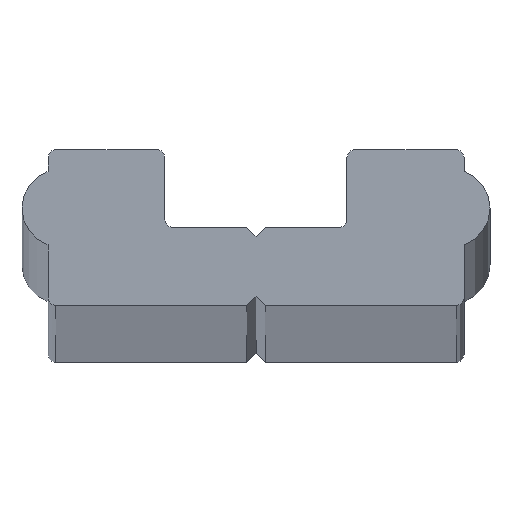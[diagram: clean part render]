
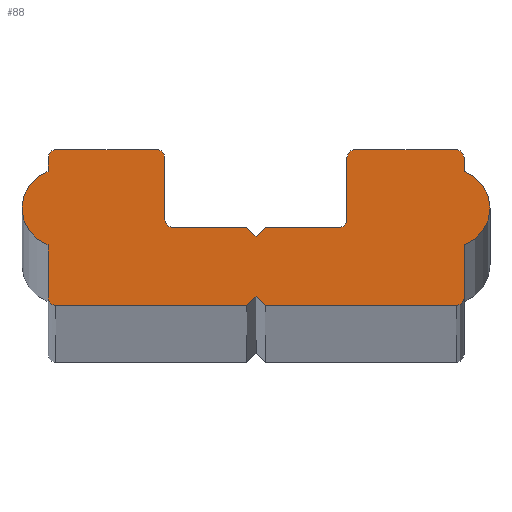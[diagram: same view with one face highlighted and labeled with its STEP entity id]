
A CAD part, top view. The second image highlights one B-rep face of the part: STEP entity #88.
In plain terms, the highlighted planar face has unit normal (0, 0, 1).
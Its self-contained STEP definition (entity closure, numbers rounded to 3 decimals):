
#88=ADVANCED_FACE('',(#132),#133,.T.);
#132=FACE_OUTER_BOUND('',#192,.T.);
#133=PLANE('',#193);
#192=EDGE_LOOP('',(#341,#342,#343,#344,#345,#346,#347,#348,#349,#350,#351,#352,#353,#354,#355,#356,#357,#358,#359,#360,#361,#362,#363,#364,#365,#366,#367,#368));
#193=AXIS2_PLACEMENT_3D('',#369,#370,#371);
#341=ORIENTED_EDGE('',*,*,#494,.T.);
#342=ORIENTED_EDGE('',*,*,#540,.F.);
#343=ORIENTED_EDGE('',*,*,#541,.F.);
#344=ORIENTED_EDGE('',*,*,#542,.F.);
#345=ORIENTED_EDGE('',*,*,#543,.F.);
#346=ORIENTED_EDGE('',*,*,#544,.F.);
#347=ORIENTED_EDGE('',*,*,#545,.F.);
#348=ORIENTED_EDGE('',*,*,#546,.F.);
#349=ORIENTED_EDGE('',*,*,#485,.T.);
#350=ORIENTED_EDGE('',*,*,#539,.T.);
#351=ORIENTED_EDGE('',*,*,#547,.F.);
#352=ORIENTED_EDGE('',*,*,#548,.F.);
#353=ORIENTED_EDGE('',*,*,#530,.F.);
#354=ORIENTED_EDGE('',*,*,#525,.T.);
#355=ORIENTED_EDGE('',*,*,#528,.T.);
#356=ORIENTED_EDGE('',*,*,#533,.F.);
#357=ORIENTED_EDGE('',*,*,#549,.F.);
#358=ORIENTED_EDGE('',*,*,#536,.F.);
#359=ORIENTED_EDGE('',*,*,#534,.T.);
#360=ORIENTED_EDGE('',*,*,#491,.T.);
#361=ORIENTED_EDGE('',*,*,#550,.F.);
#362=ORIENTED_EDGE('',*,*,#551,.F.);
#363=ORIENTED_EDGE('',*,*,#552,.F.);
#364=ORIENTED_EDGE('',*,*,#553,.F.);
#365=ORIENTED_EDGE('',*,*,#554,.F.);
#366=ORIENTED_EDGE('',*,*,#555,.F.);
#367=ORIENTED_EDGE('',*,*,#523,.F.);
#368=ORIENTED_EDGE('',*,*,#497,.T.);
#369=CARTESIAN_POINT('',(0.,5.478,2500.0));
#370=DIRECTION('',(0.0,0.0,1.0));
#371=DIRECTION('',(1.0,0.0,0.0));
#485=EDGE_CURVE('',#571,#568,#572,.T.);
#491=EDGE_CURVE('',#577,#581,#583,.T.);
#494=EDGE_CURVE('',#589,#587,#590,.T.);
#497=EDGE_CURVE('',#594,#589,#595,.T.);
#523=EDGE_CURVE('',#594,#642,#643,.T.);
#525=EDGE_CURVE('',#645,#646,#647,.T.);
#528=EDGE_CURVE('',#646,#650,#651,.T.);
#530=EDGE_CURVE('',#645,#653,#654,.T.);
#533=EDGE_CURVE('',#656,#650,#658,.T.);
#534=EDGE_CURVE('',#659,#577,#660,.T.);
#536=EDGE_CURVE('',#659,#662,#663,.T.);
#539=EDGE_CURVE('',#568,#665,#667,.T.);
#540=EDGE_CURVE('',#668,#587,#669,.T.);
#541=EDGE_CURVE('',#670,#668,#671,.T.);
#542=EDGE_CURVE('',#672,#670,#673,.T.);
#543=EDGE_CURVE('',#674,#672,#675,.T.);
#544=EDGE_CURVE('',#676,#674,#677,.T.);
#545=EDGE_CURVE('',#678,#676,#679,.T.);
#546=EDGE_CURVE('',#571,#678,#680,.T.);
#547=EDGE_CURVE('',#681,#665,#682,.T.);
#548=EDGE_CURVE('',#653,#681,#683,.T.);
#549=EDGE_CURVE('',#662,#656,#684,.T.);
#550=EDGE_CURVE('',#685,#581,#686,.T.);
#551=EDGE_CURVE('',#687,#685,#688,.T.);
#552=EDGE_CURVE('',#689,#687,#690,.T.);
#553=EDGE_CURVE('',#691,#689,#692,.T.);
#554=EDGE_CURVE('',#693,#691,#694,.T.);
#555=EDGE_CURVE('',#642,#693,#695,.T.);
#568=VERTEX_POINT('',#708);
#571=VERTEX_POINT('',#712);
#572=CIRCLE('',#713,3.0);
#577=VERTEX_POINT('',#719);
#581=VERTEX_POINT('',#724);
#583=CIRCLE('',#727,3.0);
#587=VERTEX_POINT('',#732);
#589=VERTEX_POINT('',#735);
#590=LINE('',#736,#737);
#594=VERTEX_POINT('',#743);
#595=LINE('',#744,#745);
#642=VERTEX_POINT('',#807);
#643=LINE('',#808,#809);
#645=VERTEX_POINT('',#812);
#646=VERTEX_POINT('',#813);
#647=LINE('',#814,#815);
#650=VERTEX_POINT('',#820);
#651=LINE('',#821,#822);
#653=VERTEX_POINT('',#825);
#654=LINE('',#826,#827);
#656=VERTEX_POINT('',#830);
#658=LINE('',#833,#834);
#659=VERTEX_POINT('',#835);
#660=CIRCLE('',#836,3.0);
#662=VERTEX_POINT('',#839);
#663=LINE('',#840,#841);
#665=VERTEX_POINT('',#844);
#667=CIRCLE('',#847,3.0);
#668=VERTEX_POINT('',#848);
#669=LINE('',#849,#850);
#670=VERTEX_POINT('',#851);
#671=CIRCLE('',#852,0.6);
#672=VERTEX_POINT('',#853);
#673=LINE('',#854,#855);
#674=VERTEX_POINT('',#856);
#675=CIRCLE('',#857,0.6);
#676=VERTEX_POINT('',#858);
#677=LINE('',#859,#860);
#678=VERTEX_POINT('',#861);
#679=CIRCLE('',#862,0.6);
#680=LINE('',#863,#864);
#681=VERTEX_POINT('',#865);
#682=LINE('',#866,#867);
#683=CIRCLE('',#868,0.6);
#684=CIRCLE('',#869,0.6);
#685=VERTEX_POINT('',#870);
#686=LINE('',#871,#872);
#687=VERTEX_POINT('',#873);
#688=CIRCLE('',#874,0.6);
#689=VERTEX_POINT('',#875);
#690=LINE('',#876,#877);
#691=VERTEX_POINT('',#878);
#692=CIRCLE('',#879,0.6);
#693=VERTEX_POINT('',#880);
#694=LINE('',#881,#882);
#695=CIRCLE('',#883,0.6);
#708=CARTESIAN_POINT('',(-18.0,7.5,2500.0));
#712=CARTESIAN_POINT('',(-16.0,10.328,2500.0));
#713=AXIS2_PLACEMENT_3D('',#909,#910,#911);
#719=CARTESIAN_POINT('',(18.0,7.5,2500.0));
#724=CARTESIAN_POINT('',(16.0,10.328,2500.0));
#727=AXIS2_PLACEMENT_3D('',#921,#922,#923);
#732=CARTESIAN_POINT('',(-0.707,6.0,2500.0));
#735=CARTESIAN_POINT('',(0.0,5.293,2500.0));
#736=CARTESIAN_POINT('',(-0.223,5.516,2500.0));
#737=VECTOR('',#926,1.0);
#743=CARTESIAN_POINT('',(0.707,6.0,2500.0));
#744=CARTESIAN_POINT('',(0.223,5.516,2500.0));
#745=VECTOR('',#929,1.0);
#807=CARTESIAN_POINT('',(6.4,6.0,2500.0));
#808=CARTESIAN_POINT('',(-6.4,6.0,2500.0));
#809=VECTOR('',#975,1.0);
#812=CARTESIAN_POINT('',(-0.707,0.0,2500.0));
#813=CARTESIAN_POINT('',(0.0,0.707,2500.0));
#814=CARTESIAN_POINT('',(1.016,1.723,2500.0));
#815=VECTOR('',#977,1.0);
#820=CARTESIAN_POINT('',(0.707,0.0,2500.0));
#821=CARTESIAN_POINT('',(-1.016,1.723,2500.0));
#822=VECTOR('',#980,1.0);
#825=CARTESIAN_POINT('',(-15.4,0.,2500.0));
#826=CARTESIAN_POINT('',(-15.4,0.,2500.0));
#827=VECTOR('',#982,1.0);
#830=CARTESIAN_POINT('',(15.4,0.,2500.0));
#833=CARTESIAN_POINT('',(-15.4,0.,2500.0));
#834=VECTOR('',#985,1.0);
#835=CARTESIAN_POINT('',(16.0,4.672,2500.0));
#836=AXIS2_PLACEMENT_3D('',#986,#987,#988);
#839=CARTESIAN_POINT('',(16.0,0.6,2500.0));
#840=CARTESIAN_POINT('',(16.0,0.6,2500.0));
#841=VECTOR('',#990,1.0);
#844=CARTESIAN_POINT('',(-16.0,4.672,2500.0));
#847=AXIS2_PLACEMENT_3D('',#993,#994,#995);
#848=CARTESIAN_POINT('',(-6.4,6.0,2500.0));
#849=CARTESIAN_POINT('',(-6.4,6.0,2500.0));
#850=VECTOR('',#996,1.0);
#851=CARTESIAN_POINT('',(-7.0,6.6,2500.0));
#852=AXIS2_PLACEMENT_3D('',#997,#998,#999);
#853=CARTESIAN_POINT('',(-7.0,11.4,2500.0));
#854=CARTESIAN_POINT('',(-7.0,11.4,2500.0));
#855=VECTOR('',#1000,1.0);
#856=CARTESIAN_POINT('',(-7.6,12.0,2500.0));
#857=AXIS2_PLACEMENT_3D('',#1001,#1002,#1003);
#858=CARTESIAN_POINT('',(-15.4,12.0,2500.0));
#859=CARTESIAN_POINT('',(-15.4,12.0,2500.0));
#860=VECTOR('',#1004,1.0);
#861=CARTESIAN_POINT('',(-16.0,11.4,2500.0));
#862=AXIS2_PLACEMENT_3D('',#1005,#1006,#1007);
#863=CARTESIAN_POINT('',(-16.0,0.6,2500.0));
#864=VECTOR('',#1008,1.0);
#865=CARTESIAN_POINT('',(-16.0,0.6,2500.0));
#866=CARTESIAN_POINT('',(-16.0,0.6,2500.0));
#867=VECTOR('',#1009,1.0);
#868=AXIS2_PLACEMENT_3D('',#1010,#1011,#1012);
#869=AXIS2_PLACEMENT_3D('',#1013,#1014,#1015);
#870=CARTESIAN_POINT('',(16.0,11.4,2500.0));
#871=CARTESIAN_POINT('',(16.0,0.6,2500.0));
#872=VECTOR('',#1016,1.0);
#873=CARTESIAN_POINT('',(15.4,12.0,2500.0));
#874=AXIS2_PLACEMENT_3D('',#1017,#1018,#1019);
#875=CARTESIAN_POINT('',(7.6,12.0,2500.0));
#876=CARTESIAN_POINT('',(15.4,12.0,2500.0));
#877=VECTOR('',#1020,1.0);
#878=CARTESIAN_POINT('',(7.0,11.4,2500.0));
#879=AXIS2_PLACEMENT_3D('',#1021,#1022,#1023);
#880=CARTESIAN_POINT('',(7.0,6.6,2500.0));
#881=CARTESIAN_POINT('',(7.0,11.4,2500.0));
#882=VECTOR('',#1024,1.0);
#883=AXIS2_PLACEMENT_3D('',#1025,#1026,#1027);
#909=CARTESIAN_POINT('',(-15.0,7.5,2500.0));
#910=DIRECTION('',(0.0,0.0,1.0));
#911=DIRECTION('',(1.0,0.0,0.0));
#921=CARTESIAN_POINT('',(15.0,7.5,2500.0));
#922=DIRECTION('',(0.0,0.0,1.0));
#923=DIRECTION('',(1.0,0.0,0.0));
#926=DIRECTION('',(-0.707,0.707,0.0));
#929=DIRECTION('',(-0.707,-0.707,0.0));
#975=DIRECTION('',(1.0,0.0,0.0));
#977=DIRECTION('',(0.707,0.707,-0.0));
#980=DIRECTION('',(0.707,-0.707,0.0));
#982=DIRECTION('',(-1.0,-0.0,-0.0));
#985=DIRECTION('',(-1.0,-0.0,-0.0));
#986=CARTESIAN_POINT('',(15.0,7.5,2500.0));
#987=DIRECTION('',(0.0,0.0,1.0));
#988=DIRECTION('',(1.0,0.0,0.0));
#990=DIRECTION('',(-0.0,-1.0,-0.0));
#993=CARTESIAN_POINT('',(-15.0,7.5,2500.0));
#994=DIRECTION('',(0.0,0.0,1.0));
#995=DIRECTION('',(1.0,0.0,0.0));
#996=DIRECTION('',(1.0,0.0,0.0));
#997=CARTESIAN_POINT('',(-6.4,6.6,2500.0));
#998=DIRECTION('',(0.0,0.0,1.0));
#999=DIRECTION('',(1.0,0.0,0.0));
#1000=DIRECTION('',(0.0,-1.0,0.0));
#1001=CARTESIAN_POINT('',(-7.6,11.4,2500.0));
#1002=DIRECTION('',(0.0,0.0,-1.0));
#1003=DIRECTION('',(1.0,0.0,0.0));
#1004=DIRECTION('',(1.0,0.0,0.0));
#1005=CARTESIAN_POINT('',(-15.4,11.4,2500.0));
#1006=DIRECTION('',(0.0,0.0,-1.0));
#1007=DIRECTION('',(1.0,0.0,0.0));
#1008=DIRECTION('',(0.0,1.0,0.0));
#1009=DIRECTION('',(0.0,1.0,0.0));
#1010=CARTESIAN_POINT('',(-15.4,0.6,2500.0));
#1011=DIRECTION('',(0.0,0.0,-1.0));
#1012=DIRECTION('',(1.0,0.0,0.0));
#1013=CARTESIAN_POINT('',(15.4,0.6,2500.0));
#1014=DIRECTION('',(0.0,0.0,-1.0));
#1015=DIRECTION('',(1.0,0.0,0.0));
#1016=DIRECTION('',(-0.0,-1.0,-0.0));
#1017=CARTESIAN_POINT('',(15.4,11.4,2500.0));
#1018=DIRECTION('',(0.0,0.0,-1.0));
#1019=DIRECTION('',(1.0,0.0,0.0));
#1020=DIRECTION('',(1.0,0.0,0.0));
#1021=CARTESIAN_POINT('',(7.6,11.4,2500.0));
#1022=DIRECTION('',(0.0,0.0,-1.0));
#1023=DIRECTION('',(1.0,0.0,0.0));
#1024=DIRECTION('',(0.,1.0,0.0));
#1025=CARTESIAN_POINT('',(6.4,6.6,2500.0));
#1026=DIRECTION('',(0.0,0.0,1.0));
#1027=DIRECTION('',(1.0,0.0,0.0));
